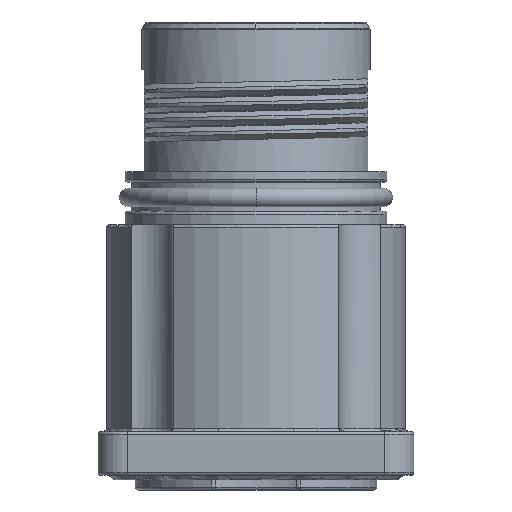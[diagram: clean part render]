
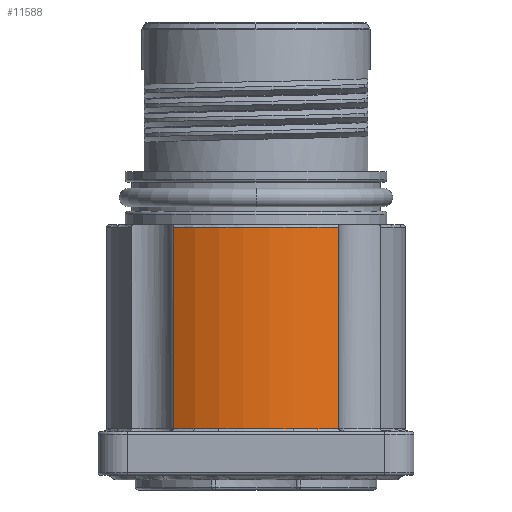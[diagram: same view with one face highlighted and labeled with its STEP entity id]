
A CAD part, front view. The second image highlights one B-rep face of the part: STEP entity #11588.
In plain terms, the highlighted cylindrical face has radius 10.25 mm (diameter 20.5 mm), a partial arc.
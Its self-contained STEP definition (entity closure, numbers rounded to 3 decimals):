
#229=CARTESIAN_POINT('',(0.,0.,3.2));
#230=DIRECTION('',(0.,0.,-1.));
#231=DIRECTION('',(0.553,-0.833,0.));
#232=AXIS2_PLACEMENT_3D('',#229,#230,#231);
#234=DIRECTION('',(0.,0.,-1.));
#235=VECTOR('',#234,13.75);
#236=CARTESIAN_POINT('',(-5.667,-8.541,16.95));
#237=LINE('',#236,#235);
#238=CARTESIAN_POINT('',(0.,0.,16.95));
#239=DIRECTION('',(0.,0.,-1.));
#240=DIRECTION('',(0.553,-0.833,0.));
#241=AXIS2_PLACEMENT_3D('',#238,#239,#240);
#243=DIRECTION('',(0.,0.,1.));
#244=VECTOR('',#243,13.75);
#245=CARTESIAN_POINT('',(5.667,-8.541,3.2));
#246=LINE('',#245,#244);
#284=CARTESIAN_POINT('',(5.667,-8.541,16.95));
#9546=VERTEX_POINT('',#284);
#9547=CARTESIAN_POINT('',(-5.667,-8.541,16.95));
#9548=VERTEX_POINT('',#9547);
#9620=CARTESIAN_POINT('',(5.667,-8.541,3.2));
#9621=CARTESIAN_POINT('',(-5.667,-8.541,3.2));
#9622=VERTEX_POINT('',#9620);
#9623=VERTEX_POINT('',#9621);
#11574=CARTESIAN_POINT('',(0.,0.,17.15));
#11575=DIRECTION('',(0.,0.,1.));
#11576=DIRECTION('',(1.,0.,0.));
#11577=AXIS2_PLACEMENT_3D('',#11574,#11575,#11576);
#11578=CYLINDRICAL_SURFACE('',#11577,10.25);
#11580=ORIENTED_EDGE('',*,*,#11579,.T.);
#11581=ORIENTED_EDGE('',*,*,#11561,.F.);
#11583=ORIENTED_EDGE('',*,*,#11582,.F.);
#11585=ORIENTED_EDGE('',*,*,#11584,.F.);
#11586=EDGE_LOOP('',(#11580,#11581,#11583,#11585));
#11587=FACE_OUTER_BOUND('',#11586,.F.);
#233=CIRCLE('',#232,10.25);
#242=CIRCLE('',#241,10.25);
#11561=EDGE_CURVE('',#9548,#9623,#237,.T.);
#11579=EDGE_CURVE('',#9622,#9623,#233,.T.);
#11582=EDGE_CURVE('',#9546,#9548,#242,.T.);
#11584=EDGE_CURVE('',#9622,#9546,#246,.T.);
#11588=ADVANCED_FACE('',(#11587),#11578,.T.);
